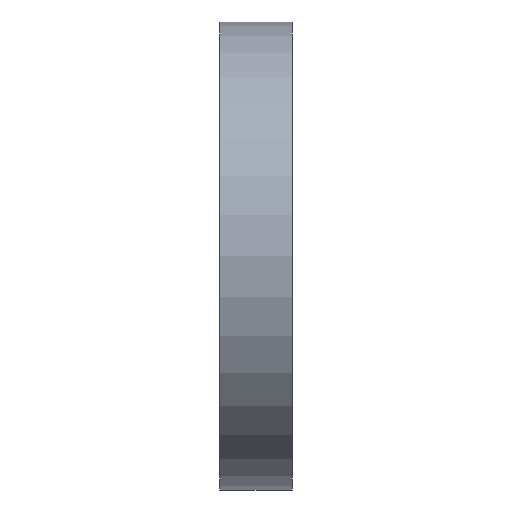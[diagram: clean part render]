
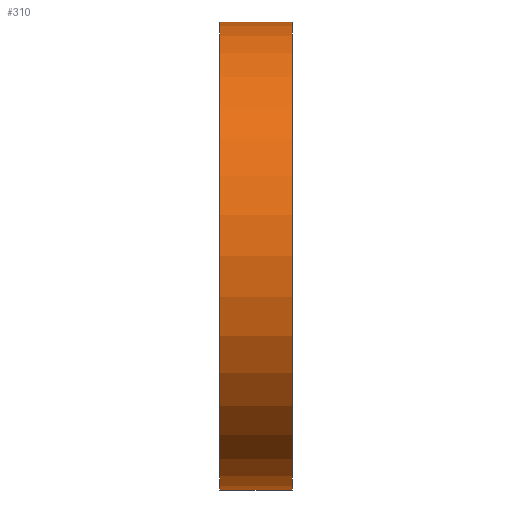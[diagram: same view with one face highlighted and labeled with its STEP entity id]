
A CAD part, left-side view. The second image highlights one B-rep face of the part: STEP entity #310.
In plain terms, the highlighted cylindrical face has radius 12.7 mm (diameter 25.4 mm), a partial arc.
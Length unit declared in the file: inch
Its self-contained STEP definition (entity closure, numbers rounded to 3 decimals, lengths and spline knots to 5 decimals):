
#1 = ORIENTED_EDGE ( 'NONE', *, *, #522, .F. ) ;
#18 = CARTESIAN_POINT ( 'NONE',  ( 0., 0., 0.5 ) ) ;
#31 = ORIENTED_EDGE ( 'NONE', *, *, #339, .T. ) ;
#35 = CARTESIAN_POINT ( 'NONE',  ( 0., 0., -0.5 ) ) ;
#74 = VERTEX_POINT ( 'NONE', #35 ) ;
#82 = CARTESIAN_POINT ( 'NONE',  ( 0., 0.154, 0.5 ) ) ;
#115 = VERTEX_POINT ( 'NONE', #82 ) ;
#142 = EDGE_LOOP ( 'NONE', ( #1, #553, #366, #31 ) ) ;
#154 = VERTEX_POINT ( 'NONE', #455 ) ;
#159 = EDGE_CURVE ( 'NONE', #154, #115, #421, .T. ) ;
#285 = DIRECTION ( 'NONE',  ( 0., 0., 1. ) ) ;
#287 = DIRECTION ( 'NONE',  ( 0., 1., 0. ) ) ;
#291 = CARTESIAN_POINT ( 'NONE',  ( 0., 0., 0. ) ) ;
#310 = ADVANCED_FACE ( 'NONE', ( #405 ), #314, .T. ) ;
#313 = AXIS2_PLACEMENT_3D ( 'NONE', #344, #328, #370 ) ;
#314 = CYLINDRICAL_SURFACE ( 'NONE', #313, 0.5 ) ;
#320 = AXIS2_PLACEMENT_3D ( 'NONE', #291, #287, #285 ) ;
#328 = DIRECTION ( 'NONE',  ( 0., -1., 0. ) ) ;
#339 = EDGE_CURVE ( 'NONE', #74, #482, #392, .T. ) ;
#344 = CARTESIAN_POINT ( 'NONE',  ( 0., 0.154, 0. ) ) ;
#357 = AXIS2_PLACEMENT_3D ( 'NONE', #424, #414, #413 ) ;
#366 = ORIENTED_EDGE ( 'NONE', *, *, #563, .T. ) ;
#369 = VECTOR ( 'NONE', #481, 39.37008 ) ;
#370 = DIRECTION ( 'NONE',  ( 0., 0., -1. ) ) ;
#392 = CIRCLE ( 'NONE', #320, 0.5 ) ;
#405 = FACE_OUTER_BOUND ( 'NONE', #142, .T. ) ;
#413 = DIRECTION ( 'NONE',  ( 0., 0., 1. ) ) ;
#414 = DIRECTION ( 'NONE',  ( 0., 1., 0. ) ) ;
#421 = CIRCLE ( 'NONE', #357, 0.5 ) ;
#424 = CARTESIAN_POINT ( 'NONE',  ( 0., 0.154, 0. ) ) ;
#428 = CARTESIAN_POINT ( 'NONE',  ( 0., 0.154, -0.5 ) ) ;
#432 = LINE ( 'NONE', #428, #369 ) ;
#442 = LINE ( 'NONE', #474, #497 ) ;
#450 = DIRECTION ( 'NONE',  ( 0., -1., 0. ) ) ;
#455 = CARTESIAN_POINT ( 'NONE',  ( 0., 0.154, -0.5 ) ) ;
#474 = CARTESIAN_POINT ( 'NONE',  ( 0., 0.154, 0.5 ) ) ;
#481 = DIRECTION ( 'NONE',  ( 0., -1., 0. ) ) ;
#482 = VERTEX_POINT ( 'NONE', #18 ) ;
#497 = VECTOR ( 'NONE', #450, 39.37008 ) ;
#522 = EDGE_CURVE ( 'NONE', #115, #482, #442, .T. ) ;
#553 = ORIENTED_EDGE ( 'NONE', *, *, #159, .F. ) ;
#563 = EDGE_CURVE ( 'NONE', #154, #74, #432, .T. ) ;
